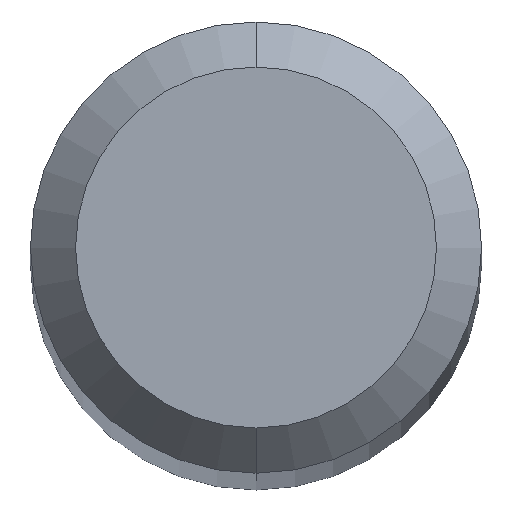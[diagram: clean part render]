
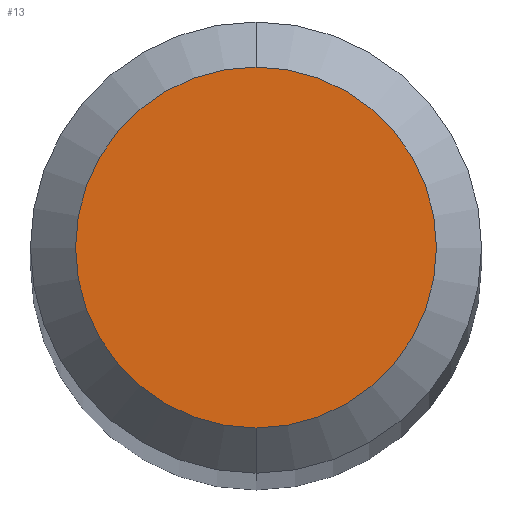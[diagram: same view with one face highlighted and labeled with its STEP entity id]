
A CAD part, top view. The second image highlights one B-rep face of the part: STEP entity #13.
In plain terms, the highlighted planar face has unit normal (0, 0, 1).
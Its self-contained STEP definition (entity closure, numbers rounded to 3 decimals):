
#10 = DIRECTION ( 'NONE',  ( 0., 0., 1. ) ) ;
#13 = ADVANCED_FACE ( 'NONE', ( #30 ), #133, .F. ) ;
#29 = AXIS2_PLACEMENT_3D ( 'NONE', #61, #78, #185 ) ;
#30 = FACE_OUTER_BOUND ( 'NONE', #132, .T. ) ;
#47 = CIRCLE ( 'NONE', #197, 1.306 ) ;
#60 = EDGE_CURVE ( 'NONE', #186, #200, #47, .T. ) ;
#61 = CARTESIAN_POINT ( 'NONE',  ( 0., 1.632, 0. ) ) ;
#76 = ORIENTED_EDGE ( 'NONE', *, *, #169, .T. ) ;
#78 = DIRECTION ( 'NONE',  ( 0., 0., -1. ) ) ;
#97 = CIRCLE ( 'NONE', #148, 1.306 ) ;
#100 = ORIENTED_EDGE ( 'NONE', *, *, #60, .T. ) ;
#132 = EDGE_LOOP ( 'NONE', ( #76, #100 ) ) ;
#133 = PLANE ( 'NONE',  #29 ) ;
#148 = AXIS2_PLACEMENT_3D ( 'NONE', #171, #187, #174 ) ;
#154 = CARTESIAN_POINT ( 'NONE',  ( 0., -1.306, 0. ) ) ;
#155 = DIRECTION ( 'NONE',  ( 0., 1., 0. ) ) ;
#169 = EDGE_CURVE ( 'NONE', #200, #186, #97, .T. ) ;
#170 = CARTESIAN_POINT ( 'NONE',  ( 0., 1.306, 0. ) ) ;
#171 = CARTESIAN_POINT ( 'NONE',  ( 0., 0., 0. ) ) ;
#174 = DIRECTION ( 'NONE',  ( 0., 1., 0. ) ) ;
#185 = DIRECTION ( 'NONE',  ( 0., 1., 0. ) ) ;
#186 = VERTEX_POINT ( 'NONE', #154 ) ;
#187 = DIRECTION ( 'NONE',  ( 0., 0., 1. ) ) ;
#197 = AXIS2_PLACEMENT_3D ( 'NONE', #203, #10, #155 ) ;
#200 = VERTEX_POINT ( 'NONE', #170 ) ;
#203 = CARTESIAN_POINT ( 'NONE',  ( 0., 0., 0. ) ) ;
